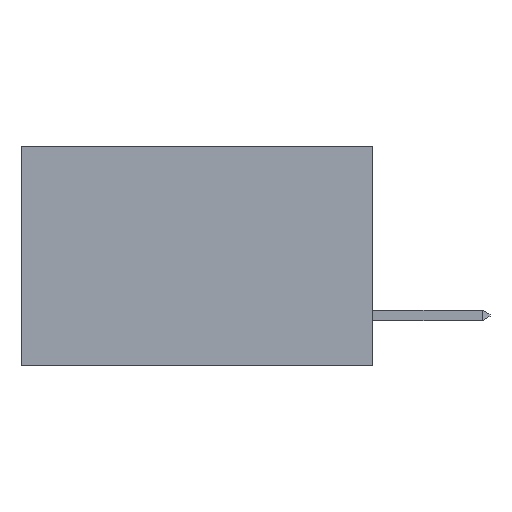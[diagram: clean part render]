
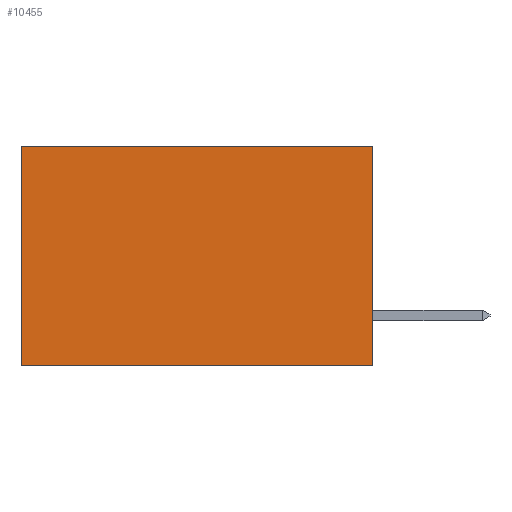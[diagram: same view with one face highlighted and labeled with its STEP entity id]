
A CAD part, left-side view. The second image highlights one B-rep face of the part: STEP entity #10455.
In plain terms, the highlighted planar face has unit normal (-1, 0, 0).
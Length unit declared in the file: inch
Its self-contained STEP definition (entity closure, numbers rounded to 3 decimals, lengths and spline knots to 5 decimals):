
#85 = ORIENTED_EDGE ( 'NONE', *, *, #5076, .F. ) ;
#134 = VERTEX_POINT ( 'NONE', #5060 ) ;
#339 = DIRECTION ( 'NONE',  ( 0., 1., 0. ) ) ;
#372 = EDGE_LOOP ( 'NONE', ( #11123, #1804, #85, #1110 ) ) ;
#1110 = ORIENTED_EDGE ( 'NONE', *, *, #1744, .T. ) ;
#1112 = CARTESIAN_POINT ( 'NONE',  ( 0.277, 0.59, 0. ) ) ;
#1507 = FACE_OUTER_BOUND ( 'NONE', #372, .T. ) ;
#1515 = DIRECTION ( 'NONE',  ( 0., 0., -1. ) ) ;
#1744 = EDGE_CURVE ( 'NONE', #134, #7185, #6569, .T. ) ;
#1804 = ORIENTED_EDGE ( 'NONE', *, *, #3027, .F. ) ;
#2587 = DIRECTION ( 'NONE',  ( 0., 0., -1. ) ) ;
#2963 = VECTOR ( 'NONE', #5352, 39.37008 ) ;
#2996 = AXIS2_PLACEMENT_3D ( 'NONE', #4547, #8392, #2587 ) ;
#3027 = EDGE_CURVE ( 'NONE', #4663, #8277, #9895, .T. ) ;
#3305 = CARTESIAN_POINT ( 'NONE',  ( 0.277, 0., -0.37 ) ) ;
#4547 = CARTESIAN_POINT ( 'NONE',  ( 0.277, 0., -0.37 ) ) ;
#4663 = VERTEX_POINT ( 'NONE', #9479 ) ;
#5060 = CARTESIAN_POINT ( 'NONE',  ( 0.277, 0., 0. ) ) ;
#5076 = EDGE_CURVE ( 'NONE', #134, #4663, #10584, .T. ) ;
#5352 = DIRECTION ( 'NONE',  ( 0., 0., -1. ) ) ;
#5402 = CARTESIAN_POINT ( 'NONE',  ( 0.277, 0.59, -0.37 ) ) ;
#5558 = CARTESIAN_POINT ( 'NONE',  ( 0.277, 0., -0.37 ) ) ;
#5818 = CARTESIAN_POINT ( 'NONE',  ( 0.277, 0., 0. ) ) ;
#6569 = LINE ( 'NONE', #5818, #11235 ) ;
#6905 = DIRECTION ( 'NONE',  ( 0., 1., 0. ) ) ;
#7185 = VERTEX_POINT ( 'NONE', #1112 ) ;
#7235 = LINE ( 'NONE', #5402, #7533 ) ;
#7469 = EDGE_CURVE ( 'NONE', #7185, #8277, #7235, .T. ) ;
#7533 = VECTOR ( 'NONE', #1515, 39.37008 ) ;
#8277 = VERTEX_POINT ( 'NONE', #8502 ) ;
#8392 = DIRECTION ( 'NONE',  ( 1., 0., 0. ) ) ;
#8502 = CARTESIAN_POINT ( 'NONE',  ( 0.277, 0.59, -0.37 ) ) ;
#9479 = CARTESIAN_POINT ( 'NONE',  ( 0.277, 0., -0.37 ) ) ;
#9622 = VECTOR ( 'NONE', #6905, 39.37008 ) ;
#9895 = LINE ( 'NONE', #3305, #9622 ) ;
#10455 = ADVANCED_FACE ( 'NONE', ( #1507 ), #11153, .F. ) ;
#10584 = LINE ( 'NONE', #5558, #2963 ) ;
#11123 = ORIENTED_EDGE ( 'NONE', *, *, #7469, .T. ) ;
#11153 = PLANE ( 'NONE',  #2996 ) ;
#11235 = VECTOR ( 'NONE', #339, 39.37008 ) ;
